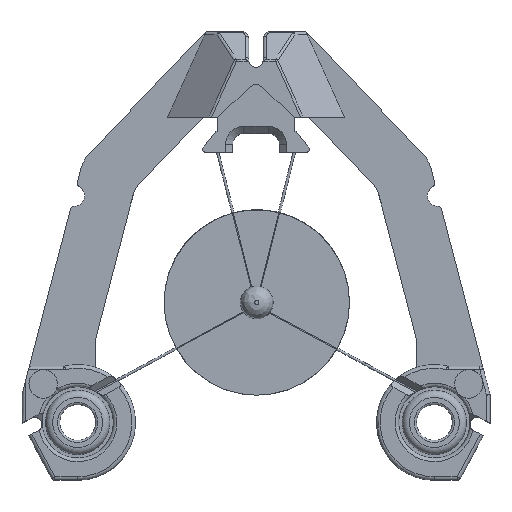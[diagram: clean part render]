
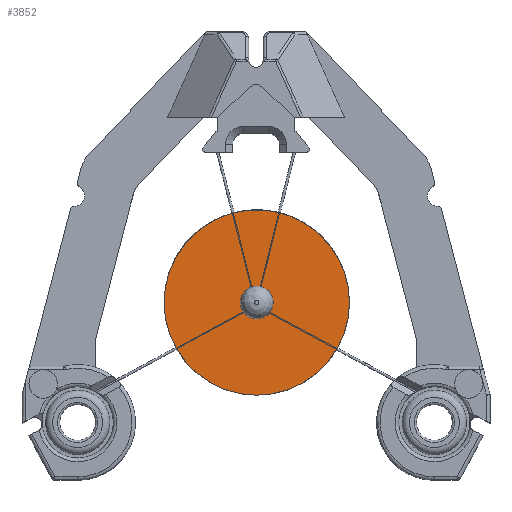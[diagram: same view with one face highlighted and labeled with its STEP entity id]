
A CAD part, top view. The second image highlights one B-rep face of the part: STEP entity #3852.
In plain terms, the highlighted planar face has unit normal (0, 0, 1).
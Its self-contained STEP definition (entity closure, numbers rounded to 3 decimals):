
#14=FACE_BOUND('',#1239,.T.);
#733=PLANE('',#4251);
#1021=FACE_OUTER_BOUND('',#1238,.T.);
#1238=EDGE_LOOP('',(#3224));
#1239=EDGE_LOOP('',(#3225));
#1469=CIRCLE('',#4238,1.15);
#1475=CIRCLE('',#4250,6.5);
#1862=VERTEX_POINT('',#6732);
#1884=VERTEX_POINT('',#6827);
#2358=EDGE_CURVE('',#1862,#1862,#1469,.T.);
#2380=EDGE_CURVE('',#1884,#1884,#1475,.T.);
#3224=ORIENTED_EDGE('',*,*,#2380,.T.);
#3225=ORIENTED_EDGE('',*,*,#2358,.T.);
#3852=ADVANCED_FACE('',(#1021,#14),#733,.T.);
#4238=AXIS2_PLACEMENT_3D('',#6734,#5172,#5173);
#4250=AXIS2_PLACEMENT_3D('',#6828,#5204,#5205);
#4251=AXIS2_PLACEMENT_3D('',#6854,#5207,#5208);
#5172=DIRECTION('center_axis',(0.,0.,
-1.));
#5173=DIRECTION('ref_axis',(-1.,0.,0.));
#5204=DIRECTION('center_axis',(0.,0.,
1.));
#5205=DIRECTION('ref_axis',(1.,0.,0.));
#5207=DIRECTION('center_axis',(0.,0.,
1.));
#5208=DIRECTION('ref_axis',(1.,0.,0.));
#6732=CARTESIAN_POINT('',(1.204,-5.291,5.09));
#6734=CARTESIAN_POINT('Origin',(0.054,-5.291,5.09));
#6827=CARTESIAN_POINT('',(-6.446,-5.291,5.09));
#6828=CARTESIAN_POINT('Origin',(0.054,-5.291,5.09));
#6854=CARTESIAN_POINT('Origin',(0.054,-5.291,5.09));
